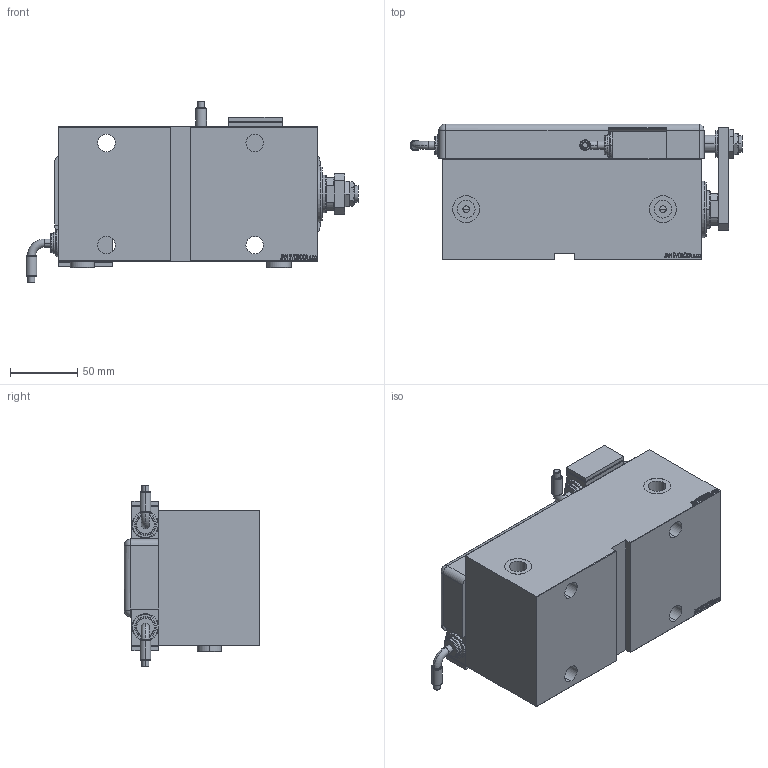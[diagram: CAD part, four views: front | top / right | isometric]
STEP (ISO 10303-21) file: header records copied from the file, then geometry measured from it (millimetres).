
FILE_DESCRIPTION (( 'STEP AP203' ), '1' );
FILE_NAME ('88d8.STEP', '2024-05-20T09:48:29', ( '' ), ( '' ), 'SwSTEP 2.0', 'SolidWorks 2019', '' );
FILE_SCHEMA (( 'CONFIG_CONTROL_DESIGN' ));
Length unit declared in the file: millimetre
Products named in the file (14): Zatka_OIL_PORT 554008797aea923737b5fcb43680fc4b; TYC 554008797aea923737b5fcb43680fc4b; SWITCH DIM A_G 554008797aea923737b5fcb43680fc4b; SWITCH Q 554008797aea923737b5fcb43680fc4b; V450CM_E_VCP 554008797aea923737b5fcb43680fc4b; V450CM_E_Body 554008797aea923737b5fcb43680fc4b; 88d8; KRYT 554008797aea923737b5fcb43680fc4b; MAGNETIC SWITCH Q 554008797aea923737b5fcb43680fc4b; V450CM_VC_B 554008797aea923737b5fcb43680fc4b; NUT_D19 554008797aea923737b5fcb43680fc4b; SWITCH_Q_FRONT_BACK 554008797aea923737b5fcb43680fc4b; NUT_D13 554008797aea923737b5fcb43680fc4b; ZARAZKA_Q 554008797aea923737b5fcb43680fc4b
Assembly tree (15 placements, depth 3):
  88d8
    V450CM_E_Body 554008797aea923737b5fcb43680fc4b
    V450CM_E_VCP 554008797aea923737b5fcb43680fc4b
    V450CM_VC_B 554008797aea923737b5fcb43680fc4b
    MAGNETIC SWITCH Q 554008797aea923737b5fcb43680fc4b
      SWITCH_Q_FRONT_BACK 554008797aea923737b5fcb43680fc4b
      TYC 554008797aea923737b5fcb43680fc4b
      ZARAZKA_Q 554008797aea923737b5fcb43680fc4b
      SWITCH DIM A_G 554008797aea923737b5fcb43680fc4b
      NUT_D19 554008797aea923737b5fcb43680fc4b
      NUT_D13 554008797aea923737b5fcb43680fc4b
      KRYT 554008797aea923737b5fcb43680fc4b
      SWITCH Q 554008797aea923737b5fcb43680fc4b  x2
    Zatka_OIL_PORT 554008797aea923737b5fcb43680fc4b  x2
Bounding box: 246.46 x 100.8 x 135.01 mm (x, y, z)
Volume: 1416497.2 mm3; surface area: 243472.1 mm2
Topology: 15 solids, 15 shells, 1324 faces, 3332 edges, 2189 vertices
Faces by surface type: plane 656, bspline 475, cylinder 131, cone 38, torus 22, sphere 2
Entity records: 61653 total; most frequent: CARTESIAN_POINT 32940, ORIENTED_EDGE 6328, DIRECTION 4078, EDGE_CURVE 3164, VERTEX_POINT 2088, VECTOR 1892, LINE 1892, EDGE_LOOP 1428
